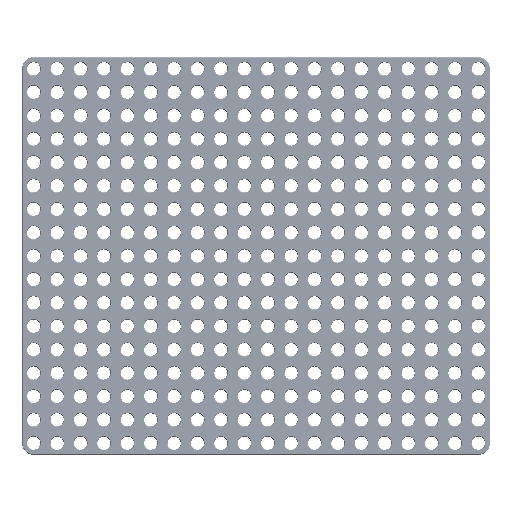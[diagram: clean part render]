
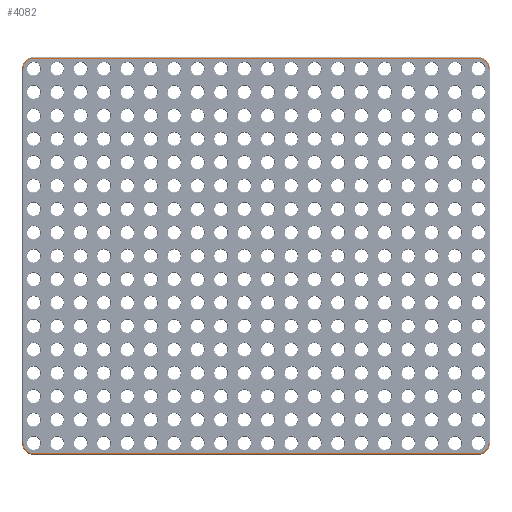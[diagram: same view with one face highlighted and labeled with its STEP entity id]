
A CAD part, top view. The second image highlights one B-rep face of the part: STEP entity #4082.
In plain terms, the highlighted planar face has unit normal (0, 0, 1).
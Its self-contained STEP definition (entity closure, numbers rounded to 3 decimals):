
#126 = VERTEX_POINT('',#127);
#127 = CARTESIAN_POINT('',(0.,-5.95,3.125));
#135 = VERTEX_POINT('',#136);
#136 = CARTESIAN_POINT('',(237.5,-5.95,3.125));
#142 = EDGE_CURVE('',#126,#135,#143,.T.);
#143 = LINE('',#144,#145);
#144 = CARTESIAN_POINT('',(0.,-5.95,3.125));
#145 = VECTOR('',#146,1.);
#146 = DIRECTION('',(1.,0.,0.));
#246 = VERTEX_POINT('',#247);
#247 = CARTESIAN_POINT('',(-5.95,0.,3.125));
#255 = EDGE_CURVE('',#246,#126,#256,.T.);
#256 = CIRCLE('',#257,5.95);
#257 = AXIS2_PLACEMENT_3D('',#258,#259,#260);
#258 = CARTESIAN_POINT('',(0.,0.,3.125));
#259 = DIRECTION('',(0.,0.,1.));
#260 = DIRECTION('',(-1.,0.,0.));
#4082 = ADVANCED_FACE('',(#4083,#4136),#4206,.T.);
#4083 = FACE_BOUND('',#4084,.T.);
#4084 = EDGE_LOOP('',(#4085,#4086,#4087,#4096,#4104,#4113,#4121,#4130));
#4085 = ORIENTED_EDGE('',*,*,#255,.T.);
#4086 = ORIENTED_EDGE('',*,*,#142,.T.);
#4087 = ORIENTED_EDGE('',*,*,#4088,.T.);
#4088 = EDGE_CURVE('',#135,#4089,#4091,.T.);
#4089 = VERTEX_POINT('',#4090);
#4090 = CARTESIAN_POINT('',(243.45,0.,3.125));
#4091 = CIRCLE('',#4092,5.95);
#4092 = AXIS2_PLACEMENT_3D('',#4093,#4094,#4095);
#4093 = CARTESIAN_POINT('',(237.5,0.,3.125));
#4094 = DIRECTION('',(-0.,0.,1.));
#4095 = DIRECTION('',(0.,-1.,0.));
#4096 = ORIENTED_EDGE('',*,*,#4097,.T.);
#4097 = EDGE_CURVE('',#4089,#4098,#4100,.T.);
#4098 = VERTEX_POINT('',#4099);
#4099 = CARTESIAN_POINT('',(243.45,200.,3.125));
#4100 = LINE('',#4101,#4102);
#4101 = CARTESIAN_POINT('',(243.45,0.,3.125));
#4102 = VECTOR('',#4103,1.);
#4103 = DIRECTION('',(0.,1.,0.));
#4104 = ORIENTED_EDGE('',*,*,#4105,.T.);
#4105 = EDGE_CURVE('',#4098,#4106,#4108,.T.);
#4106 = VERTEX_POINT('',#4107);
#4107 = CARTESIAN_POINT('',(237.5,205.95,3.125));
#4108 = CIRCLE('',#4109,5.95);
#4109 = AXIS2_PLACEMENT_3D('',#4110,#4111,#4112);
#4110 = CARTESIAN_POINT('',(237.5,200.,3.125));
#4111 = DIRECTION('',(-0.,0.,1.));
#4112 = DIRECTION('',(1.,0.,0.));
#4113 = ORIENTED_EDGE('',*,*,#4114,.T.);
#4114 = EDGE_CURVE('',#4106,#4115,#4117,.T.);
#4115 = VERTEX_POINT('',#4116);
#4116 = CARTESIAN_POINT('',(0.,205.95,3.125));
#4117 = LINE('',#4118,#4119);
#4118 = CARTESIAN_POINT('',(237.5,205.95,3.125));
#4119 = VECTOR('',#4120,1.);
#4120 = DIRECTION('',(-1.,0.,0.));
#4121 = ORIENTED_EDGE('',*,*,#4122,.T.);
#4122 = EDGE_CURVE('',#4115,#4123,#4125,.T.);
#4123 = VERTEX_POINT('',#4124);
#4124 = CARTESIAN_POINT('',(-5.95,200.,3.125));
#4125 = CIRCLE('',#4126,5.95);
#4126 = AXIS2_PLACEMENT_3D('',#4127,#4128,#4129);
#4127 = CARTESIAN_POINT('',(0.,200.,3.125));
#4128 = DIRECTION('',(0.,-0.,1.));
#4129 = DIRECTION('',(0.,1.,0.));
#4130 = ORIENTED_EDGE('',*,*,#4131,.T.);
#4131 = EDGE_CURVE('',#4123,#246,#4132,.T.);
#4132 = LINE('',#4133,#4134);
#4133 = CARTESIAN_POINT('',(-5.95,200.,3.125));
#4134 = VECTOR('',#4135,1.);
#4135 = DIRECTION('',(0.,-1.,0.));
#4136 = FACE_BOUND('',#4137,.T.);
#4137 = EDGE_LOOP('',(#4138,#4149,#4157,#4166,#4174,#4183,#4191,#4200));
#4138 = ORIENTED_EDGE('',*,*,#4139,.F.);
#4139 = EDGE_CURVE('',#4140,#4142,#4144,.T.);
#4140 = VERTEX_POINT('',#4141);
#4141 = CARTESIAN_POINT('',(0.,205.45,3.125));
#4142 = VERTEX_POINT('',#4143);
#4143 = CARTESIAN_POINT('',(-5.45,200.,3.125));
#4144 = CIRCLE('',#4145,5.45);
#4145 = AXIS2_PLACEMENT_3D('',#4146,#4147,#4148);
#4146 = CARTESIAN_POINT('',(0.,200.,3.125));
#4147 = DIRECTION('',(0.,0.,1.));
#4148 = DIRECTION('',(1.,0.,0.));
#4149 = ORIENTED_EDGE('',*,*,#4150,.T.);
#4150 = EDGE_CURVE('',#4140,#4151,#4153,.T.);
#4151 = VERTEX_POINT('',#4152);
#4152 = CARTESIAN_POINT('',(237.5,205.45,3.125));
#4153 = LINE('',#4154,#4155);
#4154 = CARTESIAN_POINT('',(0.,205.45,3.125));
#4155 = VECTOR('',#4156,1.);
#4156 = DIRECTION('',(1.,0.,0.));
#4157 = ORIENTED_EDGE('',*,*,#4158,.F.);
#4158 = EDGE_CURVE('',#4159,#4151,#4161,.T.);
#4159 = VERTEX_POINT('',#4160);
#4160 = CARTESIAN_POINT('',(242.95,200.,3.125));
#4161 = CIRCLE('',#4162,5.45);
#4162 = AXIS2_PLACEMENT_3D('',#4163,#4164,#4165);
#4163 = CARTESIAN_POINT('',(237.5,200.,3.125));
#4164 = DIRECTION('',(0.,0.,1.));
#4165 = DIRECTION('',(1.,0.,0.));
#4166 = ORIENTED_EDGE('',*,*,#4167,.T.);
#4167 = EDGE_CURVE('',#4159,#4168,#4170,.T.);
#4168 = VERTEX_POINT('',#4169);
#4169 = CARTESIAN_POINT('',(242.95,0.,3.125));
#4170 = LINE('',#4171,#4172);
#4171 = CARTESIAN_POINT('',(242.95,200.,3.125));
#4172 = VECTOR('',#4173,1.);
#4173 = DIRECTION('',(0.,-1.,0.));
#4174 = ORIENTED_EDGE('',*,*,#4175,.F.);
#4175 = EDGE_CURVE('',#4176,#4168,#4178,.T.);
#4176 = VERTEX_POINT('',#4177);
#4177 = CARTESIAN_POINT('',(237.5,-5.45,3.125));
#4178 = CIRCLE('',#4179,5.45);
#4179 = AXIS2_PLACEMENT_3D('',#4180,#4181,#4182);
#4180 = CARTESIAN_POINT('',(237.5,0.,3.125));
#4181 = DIRECTION('',(0.,0.,1.));
#4182 = DIRECTION('',(1.,0.,0.));
#4183 = ORIENTED_EDGE('',*,*,#4184,.T.);
#4184 = EDGE_CURVE('',#4176,#4185,#4187,.T.);
#4185 = VERTEX_POINT('',#4186);
#4186 = CARTESIAN_POINT('',(0.,-5.45,3.125));
#4187 = LINE('',#4188,#4189);
#4188 = CARTESIAN_POINT('',(237.5,-5.45,3.125));
#4189 = VECTOR('',#4190,1.);
#4190 = DIRECTION('',(-1.,0.,0.));
#4191 = ORIENTED_EDGE('',*,*,#4192,.F.);
#4192 = EDGE_CURVE('',#4193,#4185,#4195,.T.);
#4193 = VERTEX_POINT('',#4194);
#4194 = CARTESIAN_POINT('',(-5.45,0.,3.125));
#4195 = CIRCLE('',#4196,5.45);
#4196 = AXIS2_PLACEMENT_3D('',#4197,#4198,#4199);
#4197 = CARTESIAN_POINT('',(0.,0.,
    3.125));
#4198 = DIRECTION('',(0.,0.,1.));
#4199 = DIRECTION('',(1.,0.,0.));
#4200 = ORIENTED_EDGE('',*,*,#4201,.T.);
#4201 = EDGE_CURVE('',#4193,#4142,#4202,.T.);
#4202 = LINE('',#4203,#4204);
#4203 = CARTESIAN_POINT('',(-5.45,0.,3.125));
#4204 = VECTOR('',#4205,1.);
#4205 = DIRECTION('',(0.,1.,0.));
#4206 = PLANE('',#4207);
#4207 = AXIS2_PLACEMENT_3D('',#4208,#4209,#4210);
#4208 = CARTESIAN_POINT('',(118.75,100.,3.125));
#4209 = DIRECTION('',(0.,0.,1.));
#4210 = DIRECTION('',(1.,0.,0.));
